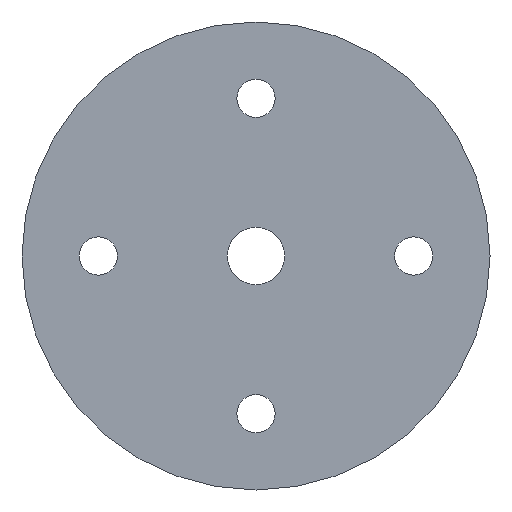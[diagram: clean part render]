
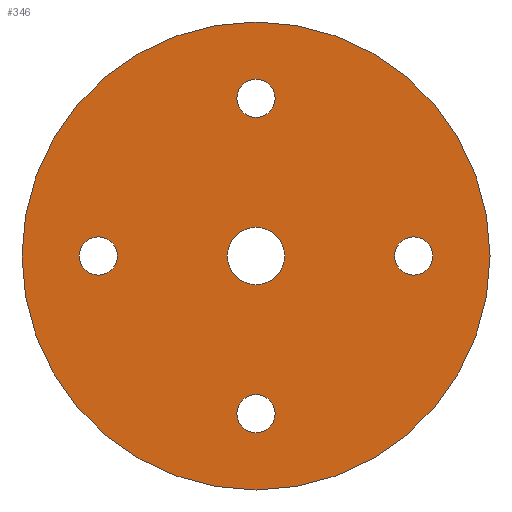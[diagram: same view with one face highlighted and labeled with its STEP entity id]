
A CAD part, front view. The second image highlights one B-rep face of the part: STEP entity #346.
In plain terms, the highlighted planar face has unit normal (0, -1, 0).
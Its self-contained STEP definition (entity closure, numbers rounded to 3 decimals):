
#2=CARTESIAN_POINT('',(0.,0.,0.));
#3=DIRECTION('',(0.,1.,0.));
#4=DIRECTION('',(0.,0.,1.));
#5=AXIS2_PLACEMENT_3D('',#2,#3,#4);
#7=CARTESIAN_POINT('',(0.,0.,0.));
#8=DIRECTION('',(0.,1.,0.));
#9=DIRECTION('',(0.,0.,-1.));
#10=AXIS2_PLACEMENT_3D('',#7,#8,#9);
#12=CARTESIAN_POINT('',(0.,0.,-8.25));
#13=DIRECTION('',(0.,1.,0.));
#14=DIRECTION('',(0.,0.,1.));
#15=AXIS2_PLACEMENT_3D('',#12,#13,#14);
#17=CARTESIAN_POINT('',(0.,0.,-8.25));
#18=DIRECTION('',(0.,1.,0.));
#19=DIRECTION('',(0.,0.,-1.));
#20=AXIS2_PLACEMENT_3D('',#17,#18,#19);
#22=CARTESIAN_POINT('',(8.25,0.,0.));
#23=DIRECTION('',(0.,1.,0.));
#24=DIRECTION('',(0.,0.,1.));
#25=AXIS2_PLACEMENT_3D('',#22,#23,#24);
#27=CARTESIAN_POINT('',(8.25,0.,0.));
#28=DIRECTION('',(0.,1.,0.));
#29=DIRECTION('',(0.,0.,-1.));
#30=AXIS2_PLACEMENT_3D('',#27,#28,#29);
#32=CARTESIAN_POINT('',(0.,0.,8.25));
#33=DIRECTION('',(0.,1.,0.));
#34=DIRECTION('',(0.,0.,-1.));
#35=AXIS2_PLACEMENT_3D('',#32,#33,#34);
#37=CARTESIAN_POINT('',(0.,0.,8.25));
#38=DIRECTION('',(0.,1.,0.));
#39=DIRECTION('',(0.,0.,1.));
#40=AXIS2_PLACEMENT_3D('',#37,#38,#39);
#42=CARTESIAN_POINT('',(-8.25,0.,0.));
#43=DIRECTION('',(0.,1.,0.));
#44=DIRECTION('',(0.,0.,-1.));
#45=AXIS2_PLACEMENT_3D('',#42,#43,#44);
#47=CARTESIAN_POINT('',(-8.25,0.,0.));
#48=DIRECTION('',(0.,1.,0.));
#49=DIRECTION('',(0.,0.,1.));
#50=AXIS2_PLACEMENT_3D('',#47,#48,#49);
#52=CARTESIAN_POINT('',(0.,0.,0.));
#53=DIRECTION('',(0.,-1.,0.));
#54=DIRECTION('',(0.,0.,1.));
#55=AXIS2_PLACEMENT_3D('',#52,#53,#54);
#57=CARTESIAN_POINT('',(0.,0.,0.));
#58=DIRECTION('',(0.,-1.,0.));
#59=DIRECTION('',(0.,0.,-1.));
#60=AXIS2_PLACEMENT_3D('',#57,#58,#59);
#226=CARTESIAN_POINT('',(0.,0.,-1.5));
#228=VERTEX_POINT('',#226);
#230=CARTESIAN_POINT('',(0.,0.,1.5));
#232=VERTEX_POINT('',#230);
#235=CARTESIAN_POINT('',(0.,0.,-12.25));
#237=VERTEX_POINT('',#235);
#239=CARTESIAN_POINT('',(0.,0.,12.25));
#241=VERTEX_POINT('',#239);
#258=CARTESIAN_POINT('',(0.,0.,-9.25));
#260=VERTEX_POINT('',#258);
#262=CARTESIAN_POINT('',(0.,0.,-7.25));
#264=VERTEX_POINT('',#262);
#266=CARTESIAN_POINT('',(8.25,0.,-1.));
#268=VERTEX_POINT('',#266);
#270=CARTESIAN_POINT('',(8.25,0.,1.));
#272=VERTEX_POINT('',#270);
#274=CARTESIAN_POINT('',(0.,0.,7.25));
#276=VERTEX_POINT('',#274);
#278=CARTESIAN_POINT('',(0.,0.,9.25));
#280=VERTEX_POINT('',#278);
#282=CARTESIAN_POINT('',(-8.25,0.,-1.));
#284=VERTEX_POINT('',#282);
#286=CARTESIAN_POINT('',(-8.25,0.,1.));
#288=VERTEX_POINT('',#286);
#306=CARTESIAN_POINT('',(0.,0.,0.));
#307=DIRECTION('',(0.,1.,0.));
#308=DIRECTION('',(0.,0.,1.));
#309=AXIS2_PLACEMENT_3D('',#306,#307,#308);
#310=PLANE('',#309);
#312=ORIENTED_EDGE('',*,*,#311,.F.);
#314=ORIENTED_EDGE('',*,*,#313,.F.);
#315=EDGE_LOOP('',(#312,#314));
#316=FACE_OUTER_BOUND('',#315,.F.);
#318=ORIENTED_EDGE('',*,*,#317,.F.);
#320=ORIENTED_EDGE('',*,*,#319,.F.);
#321=EDGE_LOOP('',(#318,#320));
#322=FACE_BOUND('',#321,.F.);
#324=ORIENTED_EDGE('',*,*,#323,.F.);
#326=ORIENTED_EDGE('',*,*,#325,.F.);
#327=EDGE_LOOP('',(#324,#326));
#328=FACE_BOUND('',#327,.F.);
#330=ORIENTED_EDGE('',*,*,#329,.F.);
#332=ORIENTED_EDGE('',*,*,#331,.F.);
#333=EDGE_LOOP('',(#330,#332));
#334=FACE_BOUND('',#333,.F.);
#336=ORIENTED_EDGE('',*,*,#335,.F.);
#338=ORIENTED_EDGE('',*,*,#337,.F.);
#339=EDGE_LOOP('',(#336,#338));
#340=FACE_BOUND('',#339,.F.);
#341=ORIENTED_EDGE('',*,*,#295,.F.);
#343=ORIENTED_EDGE('',*,*,#342,.F.);
#344=EDGE_LOOP('',(#341,#343));
#345=FACE_BOUND('',#344,.F.);
#346=ADVANCED_FACE('',(#316,#322,#328,#334,#340,#345),#310,.F.);
#6=CIRCLE('',#5,1.5);
#11=CIRCLE('',#10,1.5);
#16=CIRCLE('',#15,1.);
#21=CIRCLE('',#20,1.);
#26=CIRCLE('',#25,1.);
#31=CIRCLE('',#30,1.);
#36=CIRCLE('',#35,1.);
#41=CIRCLE('',#40,1.);
#46=CIRCLE('',#45,1.);
#51=CIRCLE('',#50,1.);
#56=CIRCLE('',#55,12.25);
#61=CIRCLE('',#60,12.25);
#295=EDGE_CURVE('',#232,#228,#6,.T.);
#311=EDGE_CURVE('',#241,#237,#56,.T.);
#313=EDGE_CURVE('',#237,#241,#61,.T.);
#317=EDGE_CURVE('',#264,#260,#16,.T.);
#319=EDGE_CURVE('',#260,#264,#21,.T.);
#323=EDGE_CURVE('',#272,#268,#26,.T.);
#325=EDGE_CURVE('',#268,#272,#31,.T.);
#329=EDGE_CURVE('',#276,#280,#36,.T.);
#331=EDGE_CURVE('',#280,#276,#41,.T.);
#335=EDGE_CURVE('',#284,#288,#46,.T.);
#337=EDGE_CURVE('',#288,#284,#51,.T.);
#342=EDGE_CURVE('',#228,#232,#11,.T.);
